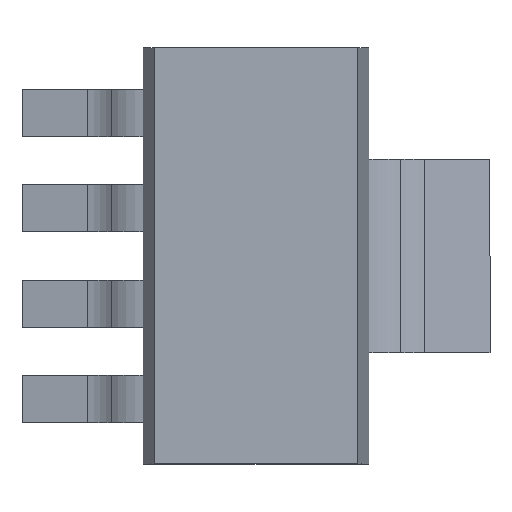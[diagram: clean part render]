
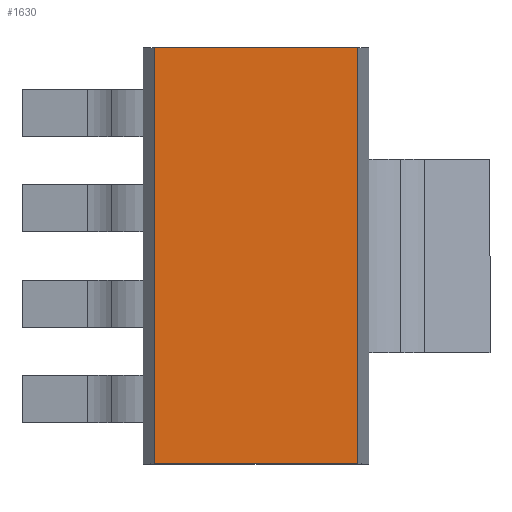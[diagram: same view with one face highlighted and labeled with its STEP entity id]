
A CAD part, top view. The second image highlights one B-rep face of the part: STEP entity #1630.
In plain terms, the highlighted planar face has unit normal (0, 0, 1).
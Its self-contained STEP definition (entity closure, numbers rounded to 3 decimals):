
#1574=CARTESIAN_POINT('',(1.602,3.275,1.8));
#1575=VERTEX_POINT('',#1574);
#1582=CARTESIAN_POINT('',(1.602,-3.275,1.8));
#1583=VERTEX_POINT('',#1582);
#1584=CARTESIAN_POINT('',(1.602,-3.275,1.8));
#1585=DIRECTION('',(0.0,1.0,0.0));
#1586=VECTOR('',#1585,6.55);
#1587=LINE('',#1584,#1586);
#1588=EDGE_CURVE('',#1583,#1575,#1587,.T.);
#1600=CARTESIAN_POINT('',(1.602,-3.275,1.8));
#1601=DIRECTION('',(0.0,0.0,1.0));
#1602=DIRECTION('',(0.0,-1.0,0.0));
#1603=AXIS2_PLACEMENT_3D('',#1600,#1601,#1602);
#1604=PLANE('',#1603);
#1605=CARTESIAN_POINT('',(-1.602,3.275,1.8));
#1606=VERTEX_POINT('',#1605);
#1607=CARTESIAN_POINT('',(1.602,3.275,1.8));
#1608=DIRECTION('',(-1.0,0.0,0.0));
#1609=VECTOR('',#1608,3.204);
#1610=LINE('',#1607,#1609);
#1611=EDGE_CURVE('',#1575,#1606,#1610,.T.);
#1612=ORIENTED_EDGE('',*,*,#1611,.T.);
#1613=CARTESIAN_POINT('',(-1.602,-3.275,1.8));
#1614=VERTEX_POINT('',#1613);
#1615=CARTESIAN_POINT('',(-1.602,-3.275,1.8));
#1616=DIRECTION('',(0.0,1.0,0.0));
#1617=VECTOR('',#1616,6.55);
#1618=LINE('',#1615,#1617);
#1619=EDGE_CURVE('',#1614,#1606,#1618,.T.);
#1620=ORIENTED_EDGE('',*,*,#1619,.F.);
#1621=CARTESIAN_POINT('',(1.602,-3.275,1.8));
#1622=DIRECTION('',(-1.0,0.0,0.0));
#1623=VECTOR('',#1622,3.204);
#1624=LINE('',#1621,#1623);
#1625=EDGE_CURVE('',#1583,#1614,#1624,.T.);
#1626=ORIENTED_EDGE('',*,*,#1625,.F.);
#1627=ORIENTED_EDGE('',*,*,#1588,.T.);
#1628=EDGE_LOOP('',(#1612,#1620,#1626,#1627));
#1629=FACE_OUTER_BOUND('',#1628,.T.);
#1630=ADVANCED_FACE('',(#1629),#1604,.T.);
